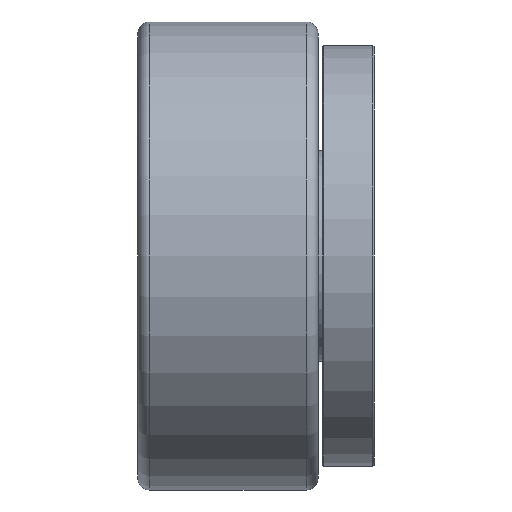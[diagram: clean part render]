
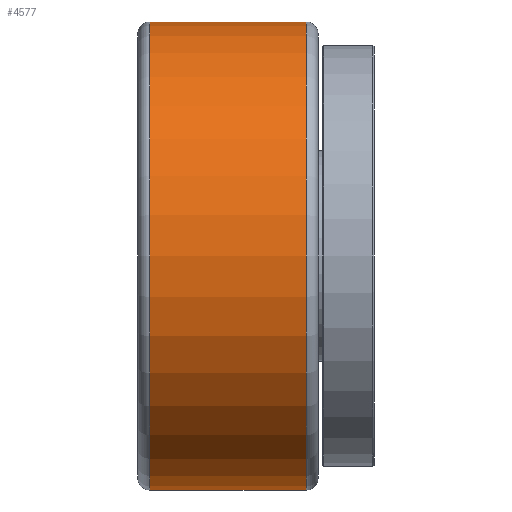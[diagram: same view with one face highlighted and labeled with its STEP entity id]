
A CAD part, front view. The second image highlights one B-rep face of the part: STEP entity #4577.
In plain terms, the highlighted cylindrical face has radius 100 mm (diameter 200 mm), a partial arc.
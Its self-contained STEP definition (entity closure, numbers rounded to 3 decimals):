
#269 = DIRECTION ( 'NONE',  ( 0., 0., 1. ) ) ;
#558 = AXIS2_PLACEMENT_3D ( 'NONE', #14090, #9344, #269 ) ;
#679 = CIRCLE ( 'NONE', #3750, 100. ) ;
#852 = CARTESIAN_POINT ( 'NONE',  ( 5., 0., 100. ) ) ;
#1090 = CYLINDRICAL_SURFACE ( 'NONE', #8857, 100. ) ;
#1165 = CARTESIAN_POINT ( 'NONE',  ( 72., 0., -100. ) ) ;
#1512 = EDGE_CURVE ( 'NONE', #12794, #3647, #7599, .T. ) ;
#1726 = DIRECTION ( 'NONE',  ( -1., 0., 0. ) ) ;
#1889 = EDGE_CURVE ( 'NONE', #14196, #12794, #679, .T. ) ;
#2390 = DIRECTION ( 'NONE',  ( -1., 0., 0. ) ) ;
#3499 = LINE ( 'NONE', #12559, #9816 ) ;
#3574 = CARTESIAN_POINT ( 'NONE',  ( 5., 0., -100. ) ) ;
#3647 = VERTEX_POINT ( 'NONE', #852 ) ;
#3750 = AXIS2_PLACEMENT_3D ( 'NONE', #7760, #1726, #13153 ) ;
#4006 = FACE_OUTER_BOUND ( 'NONE', #10961, .T. ) ;
#4504 = CARTESIAN_POINT ( 'NONE',  ( 0., 0., 0. ) ) ;
#4577 = ADVANCED_FACE ( 'NONE', ( #4006 ), #1090, .T. ) ;
#6546 = DIRECTION ( 'NONE',  ( -1., 0., 0. ) ) ;
#7142 = EDGE_CURVE ( 'NONE', #14196, #7584, #3499, .T. ) ;
#7235 = ORIENTED_EDGE ( 'NONE', *, *, #7516, .F. ) ;
#7481 = ORIENTED_EDGE ( 'NONE', *, *, #1512, .T. ) ;
#7516 = EDGE_CURVE ( 'NONE', #7584, #3647, #13373, .T. ) ;
#7572 = VECTOR ( 'NONE', #6546, 1000. ) ;
#7584 = VERTEX_POINT ( 'NONE', #3574 ) ;
#7599 = LINE ( 'NONE', #8555, #7572 ) ;
#7760 = CARTESIAN_POINT ( 'NONE',  ( 72., 0., 0. ) ) ;
#8555 = CARTESIAN_POINT ( 'NONE',  ( 0., 0., 100. ) ) ;
#8857 = AXIS2_PLACEMENT_3D ( 'NONE', #4504, #13133, #11953 ) ;
#8869 = ORIENTED_EDGE ( 'NONE', *, *, #1889, .T. ) ;
#9344 = DIRECTION ( 'NONE',  ( -1., 0., 0. ) ) ;
#9816 = VECTOR ( 'NONE', #2390, 1000. ) ;
#10961 = EDGE_LOOP ( 'NONE', ( #12947, #8869, #7481, #7235 ) ) ;
#11469 = CARTESIAN_POINT ( 'NONE',  ( 72., 0., 100. ) ) ;
#11953 = DIRECTION ( 'NONE',  ( 0., 0., 1. ) ) ;
#12559 = CARTESIAN_POINT ( 'NONE',  ( 0., 0., -100. ) ) ;
#12794 = VERTEX_POINT ( 'NONE', #11469 ) ;
#12947 = ORIENTED_EDGE ( 'NONE', *, *, #7142, .F. ) ;
#13133 = DIRECTION ( 'NONE',  ( -1., 0., 0. ) ) ;
#13153 = DIRECTION ( 'NONE',  ( 0., 0., 1. ) ) ;
#13373 = CIRCLE ( 'NONE', #558, 100. ) ;
#14090 = CARTESIAN_POINT ( 'NONE',  ( 5., 0., 0. ) ) ;
#14196 = VERTEX_POINT ( 'NONE', #1165 ) ;
